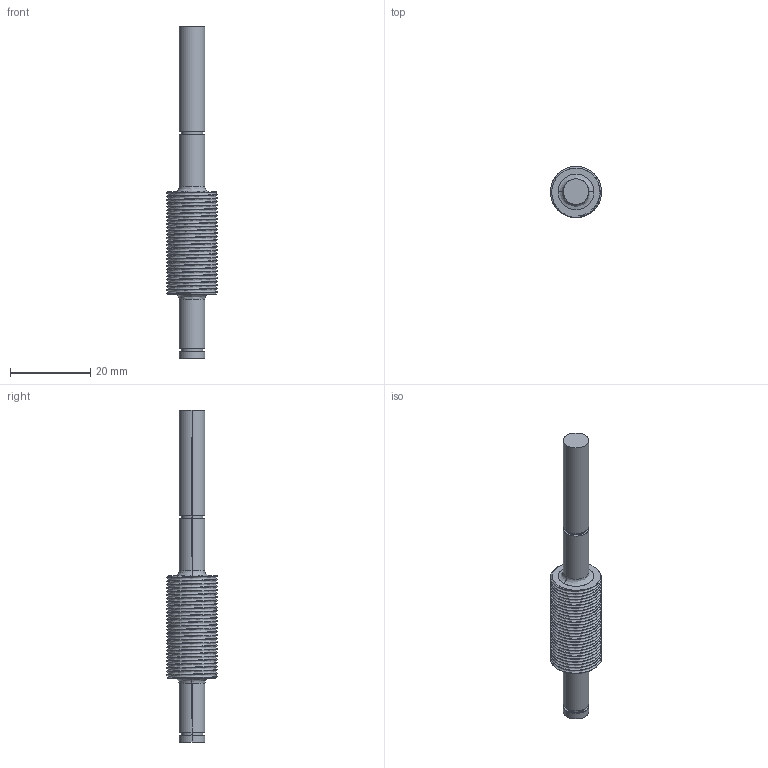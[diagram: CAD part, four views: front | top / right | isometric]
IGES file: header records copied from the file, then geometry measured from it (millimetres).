
Start section: SolidWorks IGES file using analytic representation for surfaces
Global section: file name: y04-spiral-drive-pulley.IGS; native system: SolidWorks 2006 by SolidWorks Corporation; preprocessor: SolidWorks 2006 by SolidWorks Corporation; author: leinad; date: 080605.115613; units: inch
Bounding box: 12.7 x 12.7 x 82.55 mm (x, y, z)
Surface area: 2876.4 mm2 (no closed solid volume)
Topology: 0 solids, 0 shells, 85 faces, 2945 edges, 3172 vertices
Faces by surface type: revolution 72, bspline 13
